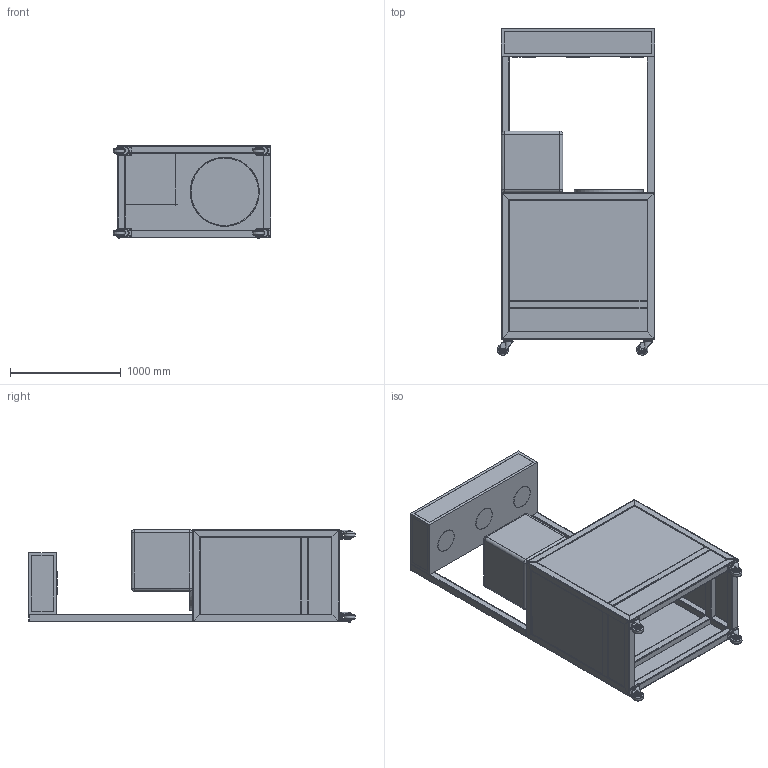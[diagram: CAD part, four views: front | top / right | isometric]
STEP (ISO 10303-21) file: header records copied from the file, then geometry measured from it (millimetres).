
FILE_DESCRIPTION(('FreeCAD Model'),'2;1');
FILE_NAME('Open CASCADE Shape Model','2025-04-27T17:01:42',('FreeCAD'),( 'FreeCAD'),'Open CASCADE STEP processor 7.6','FreeCAD','Unknown');
FILE_SCHEMA(('AUTOMOTIVE_DESIGN { 1 0 10303 214 1 1 1 1 }'));
Length unit declared in the file: millimetre
Products named in the file (1): Open CASCADE STEP translator 7.6 1
Bounding box: 1424.18 x 2953.75 x 835.86 mm (x, y, z)
Volume: 256232206 mm3; surface area: 30896949.4 mm2
Topology: 44 solids, 45 shells, 910 faces, 2342 edges, 1564 vertices
Faces by surface type: bspline 910
Entity records: 28786 total; most frequent: CARTESIAN_POINT 15217, ORIENTED_EDGE 4646, EDGE_CURVE 2323, VERTEX_POINT 1526, B_SPLINE_CURVE_WITH_KNOTS 1459, FACE_BOUND 1023, EDGE_LOOP 1023, ADVANCED_FACE 910
